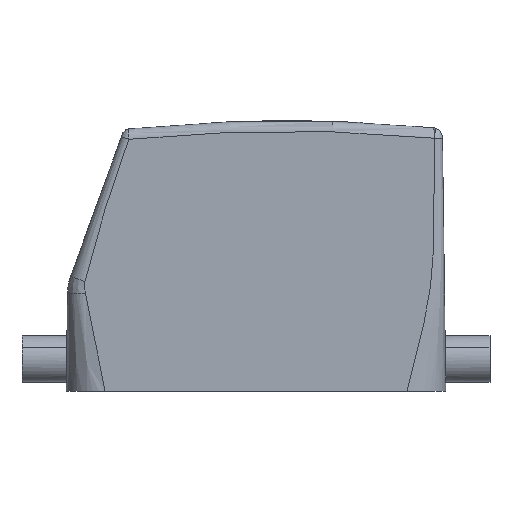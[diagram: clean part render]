
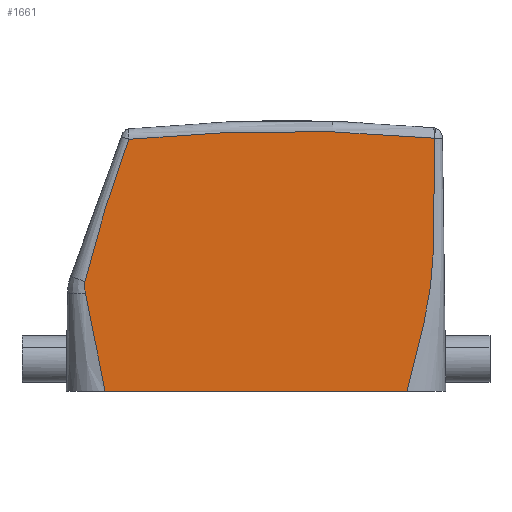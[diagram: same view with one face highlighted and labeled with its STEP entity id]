
A CAD part, left-side view. The second image highlights one B-rep face of the part: STEP entity #1661.
In plain terms, the highlighted planar face has unit normal (-1, 0, 0).
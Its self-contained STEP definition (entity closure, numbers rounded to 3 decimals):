
#524=AXIS2_PLACEMENT_3D('Circle Axis2P3D',#522,#523,$) ;
#1558=AXIS2_PLACEMENT_3D('Plane Axis2P3D',#1555,#1556,#1557) ;
#519=CARTESIAN_POINT('Vertex',(0.,69.475,48.438)) ;
#522=CARTESIAN_POINT('Axis2P3D Location',(0.,39.,-248.)) ;
#526=CARTESIAN_POINT('Vertex',(0.,10.635,48.647)) ;
#1555=CARTESIAN_POINT('Axis2P3D Location',(0.,3.169,-31.164)) ;
#1561=CARTESIAN_POINT('Control Point',(0.,69.475,48.438)) ;
#1562=CARTESIAN_POINT('Control Point',(0.,69.522,48.303)) ;
#1563=CARTESIAN_POINT('Control Point',(0.,69.569,48.169)) ;
#1564=CARTESIAN_POINT('Control Point',(0.,69.616,48.034)) ;
#1565=CARTESIAN_POINT('Control Point',(0.,69.711,47.763)) ;
#1566=CARTESIAN_POINT('Control Point',(0.,69.806,47.493)) ;
#1567=CARTESIAN_POINT('Control Point',(0.,69.853,47.357)) ;
#1568=CARTESIAN_POINT('Control Point',(0.,70.753,44.776)) ;
#1569=CARTESIAN_POINT('Control Point',(0.,71.641,42.188)) ;
#1570=CARTESIAN_POINT('Control Point',(0.,72.46,39.729)) ;
#1571=CARTESIAN_POINT('Control Point',(0.,73.338,37.077)) ;
#1572=CARTESIAN_POINT('Control Point',(0.,74.196,34.419)) ;
#1573=CARTESIAN_POINT('Control Point',(0.,74.257,34.228)) ;
#1574=CARTESIAN_POINT('Control Point',(0.,74.493,33.496)) ;
#1575=CARTESIAN_POINT('Control Point',(0.,74.725,32.767)) ;
#1576=CARTESIAN_POINT('Control Point',(0.,74.895,32.231)) ;
#1577=CARTESIAN_POINT('Control Point',(0.,75.219,31.2)) ;
#1578=CARTESIAN_POINT('Control Point',(0.,75.538,30.161)) ;
#1579=CARTESIAN_POINT('Control Point',(0.,75.691,29.659)) ;
#1580=CARTESIAN_POINT('Control Point',(0.,76.114,28.241)) ;
#1581=CARTESIAN_POINT('Control Point',(0.,76.516,26.819)) ;
#1582=CARTESIAN_POINT('Control Point',(0.,76.767,25.89)) ;
#1583=CARTESIAN_POINT('Control Point',(0.,77.156,24.375)) ;
#1584=CARTESIAN_POINT('Control Point',(0.,77.513,22.852)) ;
#1585=CARTESIAN_POINT('Control Point',(0.,77.646,22.264)) ;
#1586=CARTESIAN_POINT('Control Point',(0.,77.774,21.675)) ;
#1587=CARTESIAN_POINT('Control Point',(0.,77.897,21.087)) ;
#1588=CARTESIAN_POINT('Vertex',(0.,77.897,21.087)) ;
#1592=CARTESIAN_POINT('Control Point',(0.,77.897,21.087)) ;
#1593=CARTESIAN_POINT('Control Point',(0.,77.967,20.617)) ;
#1594=CARTESIAN_POINT('Control Point',(0.,77.992,20.142)) ;
#1595=CARTESIAN_POINT('Control Point',(0.,77.972,19.668)) ;
#1596=CARTESIAN_POINT('Control Point',(0.,77.903,19.202)) ;
#1597=CARTESIAN_POINT('Control Point',(0.,77.788,18.755)) ;
#1598=CARTESIAN_POINT('Vertex',(0.,77.788,18.755)) ;
#1602=CARTESIAN_POINT('Control Point',(0.,77.788,18.755)) ;
#1603=CARTESIAN_POINT('Control Point',(0.,77.478,16.856)) ;
#1604=CARTESIAN_POINT('Control Point',(0.,77.13,14.961)) ;
#1605=CARTESIAN_POINT('Control Point',(0.,76.754,13.074)) ;
#1606=CARTESIAN_POINT('Control Point',(0.,76.214,10.483)) ;
#1607=CARTESIAN_POINT('Control Point',(0.,75.663,7.889)) ;
#1608=CARTESIAN_POINT('Control Point',(0.,75.461,6.941)) ;
#1609=CARTESIAN_POINT('Control Point',(0.,75.072,5.108)) ;
#1610=CARTESIAN_POINT('Control Point',(0.,74.688,3.276)) ;
#1611=CARTESIAN_POINT('Control Point',(0.,74.469,2.219)) ;
#1612=CARTESIAN_POINT('Control Point',(0.,74.244,1.115)) ;
#1613=CARTESIAN_POINT('Control Point',(0.,74.02,0.)) ;
#1614=CARTESIAN_POINT('Vertex',(0.,74.02,0.)) ;
#1617=CARTESIAN_POINT('Line Origine',(0.,44.998,0.)) ;
#1621=CARTESIAN_POINT('Vertex',(0.,15.976,0.)) ;
#1625=CARTESIAN_POINT('Control Point',(0.,10.635,48.647)) ;
#1626=CARTESIAN_POINT('Control Point',(0.,10.635,48.566)) ;
#1627=CARTESIAN_POINT('Control Point',(0.,10.635,48.486)) ;
#1628=CARTESIAN_POINT('Control Point',(0.,10.634,48.394)) ;
#1629=CARTESIAN_POINT('Control Point',(0.,10.634,48.197)) ;
#1630=CARTESIAN_POINT('Control Point',(0.,10.633,48.022)) ;
#1631=CARTESIAN_POINT('Control Point',(0.,10.633,47.949)) ;
#1632=CARTESIAN_POINT('Control Point',(0.,10.619,43.955)) ;
#1633=CARTESIAN_POINT('Control Point',(0.,10.632,39.962)) ;
#1634=CARTESIAN_POINT('Control Point',(0.,10.701,36.039)) ;
#1635=CARTESIAN_POINT('Control Point',(0.,10.747,31.909)) ;
#1636=CARTESIAN_POINT('Control Point',(0.,10.873,27.783)) ;
#1637=CARTESIAN_POINT('Control Point',(0.,10.88,27.565)) ;
#1638=CARTESIAN_POINT('Control Point',(0.,10.901,26.931)) ;
#1639=CARTESIAN_POINT('Control Point',(0.,10.925,26.298)) ;
#1640=CARTESIAN_POINT('Control Point',(0.,10.943,25.883)) ;
#1641=CARTESIAN_POINT('Control Point',(0.,10.983,25.075)) ;
#1642=CARTESIAN_POINT('Control Point',(0.,11.032,24.265)) ;
#1643=CARTESIAN_POINT('Control Point',(0.,11.059,23.869)) ;
#1644=CARTESIAN_POINT('Control Point',(0.,11.279,20.951)) ;
#1645=CARTESIAN_POINT('Control Point',(0.,11.66,18.043)) ;
#1646=CARTESIAN_POINT('Control Point',(0.,12.143,15.539)) ;
#1647=CARTESIAN_POINT('Control Point',(0.,13.202,10.936)) ;
#1648=CARTESIAN_POINT('Control Point',(0.,14.398,6.362)) ;
#1649=CARTESIAN_POINT('Control Point',(0.,14.95,4.242)) ;
#1650=CARTESIAN_POINT('Control Point',(0.,15.471,2.123)) ;
#1651=CARTESIAN_POINT('Control Point',(0.,15.976,0.)) ;
#523=DIRECTION('Axis2P3D Direction',(-1.,0.,0.)) ;
#1556=DIRECTION('Axis2P3D Direction',(-1.,0.,0.)) ;
#1557=DIRECTION('Axis2P3D XDirection',(0.,-0.17,0.985)) ;
#1618=DIRECTION('Vector Direction',(0.,-1.,0.)) ;
#1619=VECTOR('Line Direction',#1618,1.) ;
#1654=ORIENTED_EDGE('',*,*,#528,.T.) ;
#1655=ORIENTED_EDGE('',*,*,#1590,.F.) ;
#1656=ORIENTED_EDGE('',*,*,#1600,.F.) ;
#1657=ORIENTED_EDGE('',*,*,#1616,.F.) ;
#1658=ORIENTED_EDGE('',*,*,#1623,.T.) ;
#1659=ORIENTED_EDGE('',*,*,#1652,.T.) ;
#1661=ADVANCED_FACE('Housing',(#1660),#1559,.T.) ;
#1560=B_SPLINE_CURVE_WITH_KNOTS('',5,(#1561,#1562,#1563,#1564,#1565,#1566,#1567,#1568,#1569,#1570,#1571,#1572,#1573,#1574,#1575,#1576,#1577,#1578,#1579,#1580,#1581,#1582,#1583,#1584,#1585,#1586,#1587),.UNSPECIFIED.,.F.,.U.,(6,3,3,3,3,3,3,3,6),(0.,1.013,2.026,20.336,21.755,25.773,29.426,36.228,40.486),.UNSPECIFIED.) ;
#1591=B_SPLINE_CURVE_WITH_KNOTS('',5,(#1592,#1593,#1594,#1595,#1596,#1597),.UNSPECIFIED.,.F.,.U.,(6,6),(0.,3.325),.UNSPECIFIED.) ;
#1601=B_SPLINE_CURVE_WITH_KNOTS('',5,(#1602,#1603,#1604,#1605,#1606,#1607,#1608,#1609,#1610,#1611,#1612,#1613),.UNSPECIFIED.,.F.,.U.,(6,3,3,6),(0.,13.596,18.683,26.773),.UNSPECIFIED.) ;
#1624=B_SPLINE_CURVE_WITH_KNOTS('',5,(#1625,#1626,#1627,#1628,#1629,#1630,#1631,#1632,#1633,#1634,#1635,#1636,#1637,#1638,#1639,#1640,#1641,#1642,#1643,#1644,#1645,#1646,#1647,#1648,#1649,#1650,#1651),.UNSPECIFIED.,.F.,.U.,(6,3,3,3,3,3,3,3,6),(0.,0.57,1.141,28.879,30.426,33.38,36.18,54.129,69.543),.UNSPECIFIED.) ;
#525=CIRCLE('generated circle',#524,298.) ;
#528=EDGE_CURVE('',#527,#520,#525,.T.) ;
#1590=EDGE_CURVE('',#1589,#520,#1560,.F.) ;
#1600=EDGE_CURVE('',#1599,#1589,#1591,.F.) ;
#1616=EDGE_CURVE('',#1615,#1599,#1601,.F.) ;
#1623=EDGE_CURVE('',#1615,#1622,#1620,.T.) ;
#1652=EDGE_CURVE('',#1622,#527,#1624,.F.) ;
#1653=EDGE_LOOP('',(#1654,#1655,#1656,#1657,#1658,#1659)) ;
#1660=FACE_OUTER_BOUND('',#1653,.T.) ;
#1620=LINE('Line',#1617,#1619) ;
#1559=PLANE('',#1558) ;
#520=VERTEX_POINT('',#519) ;
#527=VERTEX_POINT('',#526) ;
#1589=VERTEX_POINT('',#1588) ;
#1599=VERTEX_POINT('',#1598) ;
#1615=VERTEX_POINT('',#1614) ;
#1622=VERTEX_POINT('',#1621) ;
